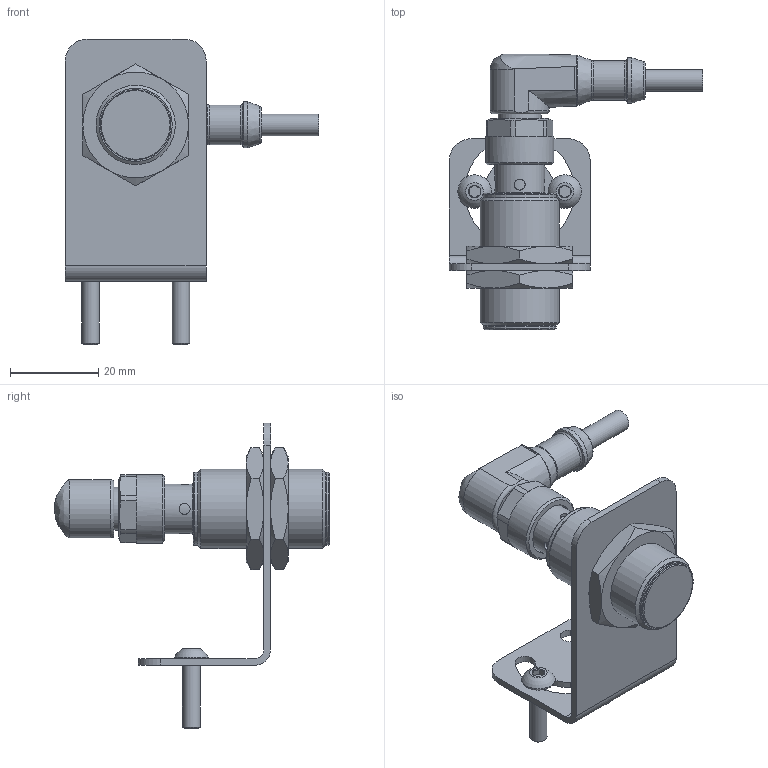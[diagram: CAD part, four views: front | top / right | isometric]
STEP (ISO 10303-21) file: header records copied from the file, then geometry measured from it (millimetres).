
FILE_DESCRIPTION(/* description */ (''),/* implementation_level */ '2;1');
FILE_NAME(/* name */ '66-208-1.stp',/* time_stamp */ '2022-02-25T07:39:38-05:00',/* author */ ('jmurphy'),/* organization */ (''),/* preprocessor_version */ 'ST-DEVELOPER v18.1',/* originating_system */ 'AutoCAD Mechanical',/* authorisation */ '');
FILE_SCHEMA (('AUTOMOTIVE_DESIGN { 1 0 10303 214 3 1 1 }'));
Length unit declared in the file: millimetre
Products named in the file (2): Product; 8mm sensor
Assembly tree (1 placements, depth 2):
  Product
    8mm sensor
Bounding box: 57.58 x 62.64 x 69.48 mm (x, y, z)
Volume: 20400 mm3; surface area: 13611.4 mm2
Topology: 7 solids, 7 shells, 217 faces, 487 edges, 301 vertices
Faces by surface type: plane 88, cylinder 58, cone 56, torus 11, bspline 2, sphere 2
Full cylindrical faces by diameter (mm): 2.5 x4, 4 x2, 4.9 x1, 7.6 x2, 8.4 x1, 9 x1, 9.8 x1, 10.4 x1, 10.6 x1, 10.917 x1, 11.3 x1, 12 x1, 15.498 x1, 16 x1, 16.6 x2, 16.917 x2, 18 x1
Entity records: 6690 total; most frequent: CARTESIAN_POINT 1901, DIRECTION 1022, ORIENTED_EDGE 974, EDGE_CURVE 487, AXIS2_PLACEMENT_3D 421, VERTEX_POINT 301, EDGE_LOOP 244, FACE_OUTER_BOUND 217
